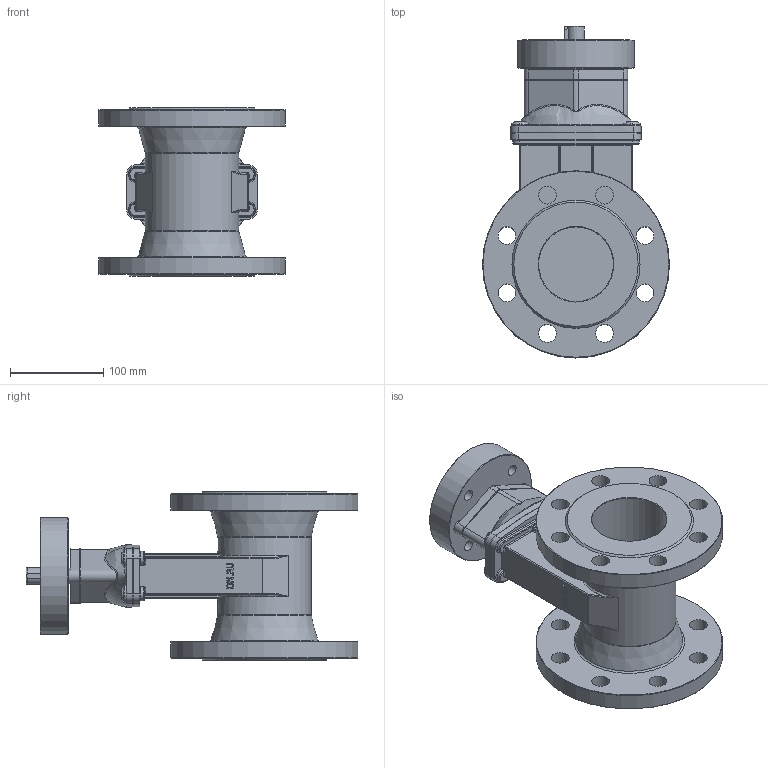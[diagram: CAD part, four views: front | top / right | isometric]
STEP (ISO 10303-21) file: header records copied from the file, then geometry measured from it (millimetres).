
FILE_DESCRIPTION(/* description */ (''),/* implementation_level */ '2;1');
FILE_NAME(/* name */ 'DN80_3D_STEP.stp',/* time_stamp */ '2025-02-07T12:23:15+03:00',/* author */ ('igorr'),/* organization */ (''),/* preprocessor_version */ 'ST-DEVELOPER v20',/* originating_system */ 'Autodesk Inventor 2025',/* authorisation */ '');
FILE_SCHEMA (('AUTOMOTIVE_DESIGN { 1 0 10303 214 3 1 1 }'));
Length unit declared in the file: millimetre
Products named in the file (3): Сборка_Чертежная; Деталь1; Rivet GB/T 1015-1986-6 X 12
Assembly tree (5 placements, depth 2):
  Сборка_Чертежная
    Деталь1
    Rivet GB/T 1015-1986-6 X 12  x4
Bounding box: 200 x 355 x 180 mm (x, y, z)
Volume: 2793210.3 mm3; surface area: 337642.9 mm2
Topology: 5 solids, 5 shells, 375 faces, 915 edges, 566 vertices
Faces by surface type: cylinder 123, plane 120, bspline 57, torus 47, cone 20, sphere 8
Full cylindrical faces by diameter (mm): 4.66 x4, 6 x4, 8 x8, 10.62 x4, 12 x4, 14 x2, 18 x5, 19 x16, 30 x1, 70 x1, 80 x2, 100 x1, 125 x1, 200 x2
Entity records: 13498 total; most frequent: CARTESIAN_POINT 4962, ORIENTED_EDGE 1672, DIRECTION 1651, EDGE_CURVE 836, AXIS2_PLACEMENT_3D 644, VERTEX_POINT 524, EDGE_LOOP 420, LINE 363
